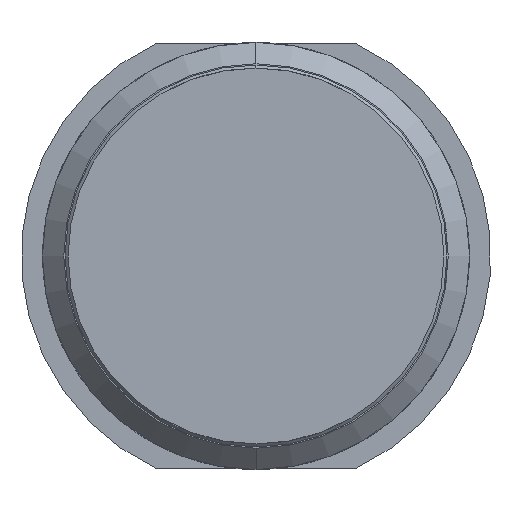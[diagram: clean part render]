
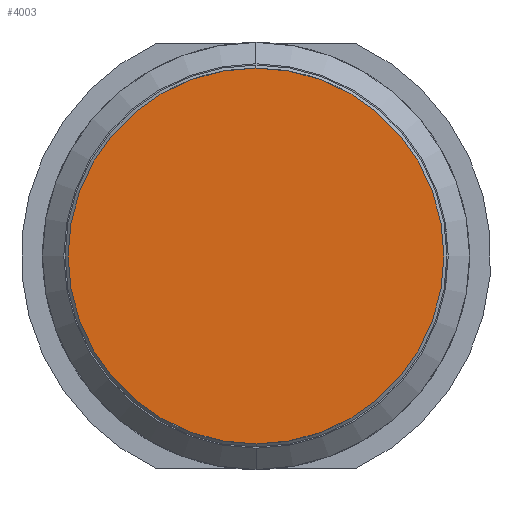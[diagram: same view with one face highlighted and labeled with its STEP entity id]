
A CAD part, front view. The second image highlights one B-rep face of the part: STEP entity #4003.
In plain terms, the highlighted planar face has unit normal (0, -1, 0).
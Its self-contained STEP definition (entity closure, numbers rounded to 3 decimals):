
#118 = ORIENTED_EDGE ( 'NONE', *, *, #2110, .T. ) ;
#234 = CIRCLE ( 'NONE', #873, 2.2 ) ;
#306 = DIRECTION ( 'NONE',  ( -1., 0., 0. ) ) ;
#324 = FACE_OUTER_BOUND ( 'NONE', #367, .T. ) ;
#367 = EDGE_LOOP ( 'NONE', ( #4035, #118 ) ) ;
#423 = VERTEX_POINT ( 'NONE', #2602 ) ;
#683 = CIRCLE ( 'NONE', #1608, 2.2 ) ;
#759 = DIRECTION ( 'NONE',  ( 0., -1., 0. ) ) ;
#873 = AXIS2_PLACEMENT_3D ( 'NONE', #2797, #2809, #306 ) ;
#1080 = DIRECTION ( 'NONE',  ( -1., 0., 0. ) ) ;
#1587 = PLANE ( 'NONE',  #1650 ) ;
#1608 = AXIS2_PLACEMENT_3D ( 'NONE', #2703, #759, #1080 ) ;
#1629 = VERTEX_POINT ( 'NONE', #3345 ) ;
#1650 = AXIS2_PLACEMENT_3D ( 'NONE', #4107, #3473, #2862 ) ;
#2110 = EDGE_CURVE ( 'Defeature ausgef�hrt1_15+Defeature ausgef�hrt1_22+Defeature ausgef�hrt1_22+Defeature ausgef�hrt1_22', #1629, #423, #683, .T. ) ;
#2366 = EDGE_CURVE ( 'Defeature ausgef�hrt1_15+Defeature ausgef�hrt1_22+Defeature ausgef�hrt1_22+Defeature ausgef�hrt1_22', #423, #1629, #234, .T. ) ;
#2602 = CARTESIAN_POINT ( 'NONE',  ( -2.2, 0., 0. ) ) ;
#2703 = CARTESIAN_POINT ( 'NONE',  ( 0., 0., 0. ) ) ;
#2797 = CARTESIAN_POINT ( 'NONE',  ( 0., 0., 0. ) ) ;
#2809 = DIRECTION ( 'NONE',  ( 0., -1., 0. ) ) ;
#2862 = DIRECTION ( 'NONE',  ( 1., 0., 0. ) ) ;
#3345 = CARTESIAN_POINT ( 'NONE',  ( 2.2, 0., 0. ) ) ;
#3473 = DIRECTION ( 'NONE',  ( 0., 1., 0. ) ) ;
#4003 = ADVANCED_FACE ( 'Defeature ausgef�hrt1_15', ( #324 ), #1587, .F. ) ;
#4035 = ORIENTED_EDGE ( 'NONE', *, *, #2366, .T. ) ;
#4107 = CARTESIAN_POINT ( 'NONE',  ( 0., 0., -1.9 ) ) ;
